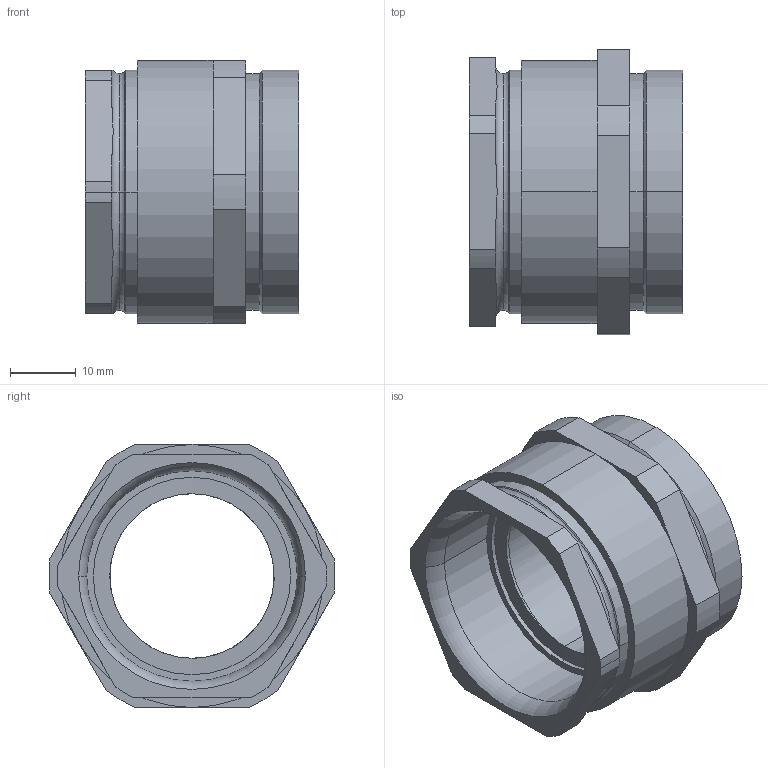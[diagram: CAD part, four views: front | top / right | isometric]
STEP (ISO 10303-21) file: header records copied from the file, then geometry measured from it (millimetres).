
FILE_DESCRIPTION (( 'STEP AP214' ), '1' );
FILE_NAME ('2082292.stp', '2018-03-19T10:35:18', ( '' ), ( '' ), 'SwSTEP 2.0', 'SolidWorks 2016', '' );
FILE_SCHEMA (( 'AUTOMOTIVE_DESIGN' ));
Length unit declared in the file: millimetre
Products named in the file (5): Druckring_Pg29; 0067153_Pg29; 0067202_Pg29; 022659_Pg29 2028298 2034298; 2082292
Assembly tree (5 placements, depth 2):
  2082292
    0067202_Pg29
    0067153_Pg29
    Druckring_Pg29  x2
    022659_Pg29 2028298 2034298
Bounding box: 32.4 x 43.47 x 40 mm (x, y, z)
Volume: 19739.5 mm3; surface area: 16873.6 mm2
Topology: 6 solids, 6 shells, 95 faces, 219 edges, 138 vertices
Faces by surface type: cylinder 45, plane 38, cone 6, torus 6
Entity records: 2828 total; most frequent: CARTESIAN_POINT 516, DIRECTION 485, ORIENTED_EDGE 414, EDGE_CURVE 207, AXIS2_PLACEMENT_3D 195, VERTEX_POINT 130, EDGE_LOOP 101, CIRCLE 98
